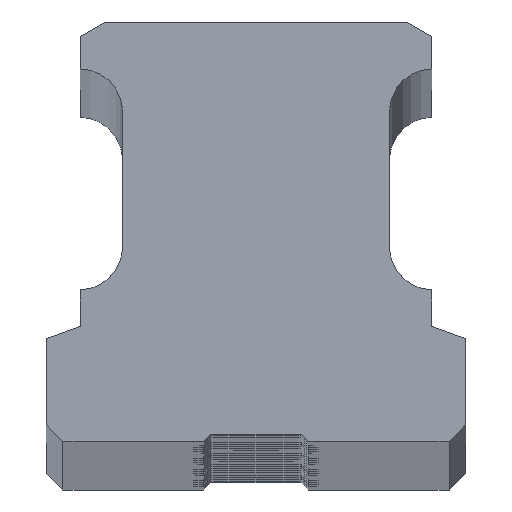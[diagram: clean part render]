
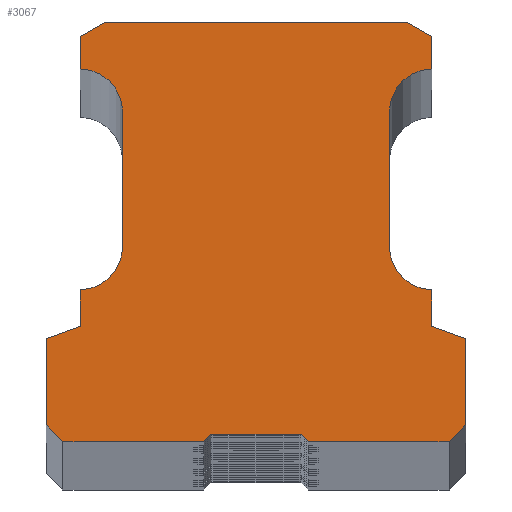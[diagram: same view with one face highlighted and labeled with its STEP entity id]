
A CAD part, top view. The second image highlights one B-rep face of the part: STEP entity #3067.
In plain terms, the highlighted planar face has unit normal (0, 0, 1).
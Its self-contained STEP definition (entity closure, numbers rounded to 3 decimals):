
#195=FACE_OUTER_BOUND('',#353,.T.);
#353=EDGE_LOOP('',(#1977,#1978,#1979,#1980,#1981,#1982,#1983,#1984,#1985,
#1986,#1987,#1988,#1989,#1990,#1991,#1992,#1993,#1994,#1995,#1996,#1997,
#1998,#1999,#2000));
#555=CIRCLE('',#3246,2.06);
#556=CIRCLE('',#3247,2.06);
#557=CIRCLE('',#3248,2.06);
#558=CIRCLE('',#3249,2.06);
#761=LINE('',#4803,#957);
#762=LINE('',#4805,#958);
#763=LINE('',#4807,#959);
#764=LINE('',#4811,#960);
#765=LINE('',#4815,#961);
#766=LINE('',#4817,#962);
#767=LINE('',#4819,#963);
#768=LINE('',#4821,#964);
#769=LINE('',#4823,#965);
#770=LINE('',#4825,#966);
#771=LINE('',#4827,#967);
#772=LINE('',#4829,#968);
#773=LINE('',#4831,#969);
#774=LINE('',#4833,#970);
#775=LINE('',#4835,#971);
#776=LINE('',#4837,#972);
#777=LINE('',#4839,#973);
#778=LINE('',#4843,#974);
#779=LINE('',#4847,#975);
#780=LINE('',#4848,#976);
#957=VECTOR('',#3701,10.);
#958=VECTOR('',#3702,10.);
#959=VECTOR('',#3703,10.);
#960=VECTOR('',#3706,10.);
#961=VECTOR('',#3709,10.);
#962=VECTOR('',#3710,10.);
#963=VECTOR('',#3711,10.);
#964=VECTOR('',#3712,10.);
#965=VECTOR('',#3713,10.);
#966=VECTOR('',#3714,10.);
#967=VECTOR('',#3715,10.);
#968=VECTOR('',#3716,10.);
#969=VECTOR('',#3717,10.);
#970=VECTOR('',#3718,10.);
#971=VECTOR('',#3719,10.);
#972=VECTOR('',#3720,10.);
#973=VECTOR('',#3721,10.);
#974=VECTOR('',#3724,10.);
#975=VECTOR('',#3727,10.);
#976=VECTOR('',#3728,10.);
#1153=VERTEX_POINT('',#4801);
#1154=VERTEX_POINT('',#4802);
#1155=VERTEX_POINT('',#4804);
#1156=VERTEX_POINT('',#4806);
#1157=VERTEX_POINT('',#4808);
#1158=VERTEX_POINT('',#4810);
#1159=VERTEX_POINT('',#4812);
#1160=VERTEX_POINT('',#4814);
#1161=VERTEX_POINT('',#4816);
#1162=VERTEX_POINT('',#4818);
#1163=VERTEX_POINT('',#4820);
#1164=VERTEX_POINT('',#4822);
#1165=VERTEX_POINT('',#4824);
#1166=VERTEX_POINT('',#4826);
#1167=VERTEX_POINT('',#4828);
#1168=VERTEX_POINT('',#4830);
#1169=VERTEX_POINT('',#4832);
#1170=VERTEX_POINT('',#4834);
#1171=VERTEX_POINT('',#4836);
#1172=VERTEX_POINT('',#4838);
#1173=VERTEX_POINT('',#4840);
#1174=VERTEX_POINT('',#4842);
#1175=VERTEX_POINT('',#4844);
#1176=VERTEX_POINT('',#4846);
#1487=EDGE_CURVE('',#1153,#1154,#761,.T.);
#1488=EDGE_CURVE('',#1155,#1153,#762,.T.);
#1489=EDGE_CURVE('',#1156,#1155,#763,.T.);
#1490=EDGE_CURVE('',#1157,#1156,#555,.T.);
#1491=EDGE_CURVE('',#1158,#1157,#764,.T.);
#1492=EDGE_CURVE('',#1159,#1158,#556,.T.);
#1493=EDGE_CURVE('',#1160,#1159,#765,.T.);
#1494=EDGE_CURVE('',#1161,#1160,#766,.T.);
#1495=EDGE_CURVE('',#1162,#1161,#767,.T.);
#1496=EDGE_CURVE('',#1163,#1162,#768,.T.);
#1497=EDGE_CURVE('',#1164,#1163,#769,.T.);
#1498=EDGE_CURVE('',#1165,#1164,#770,.T.);
#1499=EDGE_CURVE('',#1166,#1165,#771,.T.);
#1500=EDGE_CURVE('',#1167,#1166,#772,.T.);
#1501=EDGE_CURVE('',#1168,#1167,#773,.T.);
#1502=EDGE_CURVE('',#1169,#1168,#774,.T.);
#1503=EDGE_CURVE('',#1170,#1169,#775,.T.);
#1504=EDGE_CURVE('',#1171,#1170,#776,.T.);
#1505=EDGE_CURVE('',#1172,#1171,#777,.T.);
#1506=EDGE_CURVE('',#1173,#1172,#557,.T.);
#1507=EDGE_CURVE('',#1174,#1173,#778,.T.);
#1508=EDGE_CURVE('',#1175,#1174,#558,.T.);
#1509=EDGE_CURVE('',#1176,#1175,#779,.T.);
#1510=EDGE_CURVE('',#1154,#1176,#780,.T.);
#1977=ORIENTED_EDGE('',*,*,#1487,.F.);
#1978=ORIENTED_EDGE('',*,*,#1488,.F.);
#1979=ORIENTED_EDGE('',*,*,#1489,.F.);
#1980=ORIENTED_EDGE('',*,*,#1490,.F.);
#1981=ORIENTED_EDGE('',*,*,#1491,.F.);
#1982=ORIENTED_EDGE('',*,*,#1492,.F.);
#1983=ORIENTED_EDGE('',*,*,#1493,.F.);
#1984=ORIENTED_EDGE('',*,*,#1494,.F.);
#1985=ORIENTED_EDGE('',*,*,#1495,.F.);
#1986=ORIENTED_EDGE('',*,*,#1496,.F.);
#1987=ORIENTED_EDGE('',*,*,#1497,.F.);
#1988=ORIENTED_EDGE('',*,*,#1498,.F.);
#1989=ORIENTED_EDGE('',*,*,#1499,.F.);
#1990=ORIENTED_EDGE('',*,*,#1500,.F.);
#1991=ORIENTED_EDGE('',*,*,#1501,.F.);
#1992=ORIENTED_EDGE('',*,*,#1502,.F.);
#1993=ORIENTED_EDGE('',*,*,#1503,.F.);
#1994=ORIENTED_EDGE('',*,*,#1504,.F.);
#1995=ORIENTED_EDGE('',*,*,#1505,.F.);
#1996=ORIENTED_EDGE('',*,*,#1506,.F.);
#1997=ORIENTED_EDGE('',*,*,#1507,.F.);
#1998=ORIENTED_EDGE('',*,*,#1508,.F.);
#1999=ORIENTED_EDGE('',*,*,#1509,.F.);
#2000=ORIENTED_EDGE('',*,*,#1510,.F.);
#2957=PLANE('',#3245);
#3067=ADVANCED_FACE('',(#195),#2957,.T.);
#3245=AXIS2_PLACEMENT_3D('',#4800,#3699,#3700);
#3246=AXIS2_PLACEMENT_3D('',#4809,#3704,#3705);
#3247=AXIS2_PLACEMENT_3D('',#4813,#3707,#3708);
#3248=AXIS2_PLACEMENT_3D('',#4841,#3722,#3723);
#3249=AXIS2_PLACEMENT_3D('',#4845,#3725,#3726);
#3699=DIRECTION('center_axis',(0.,0.,1.));
#3700=DIRECTION('ref_axis',(1.,0.,0.));
#3701=DIRECTION('',(1.,0.,0.));
#3702=DIRECTION('',(0.866,0.5,0.));
#3703=DIRECTION('',(0.,1.,0.));
#3704=DIRECTION('center_axis',(0.,0.,1.));
#3705=DIRECTION('ref_axis',(-0.998,-0.07,0.));
#3706=DIRECTION('',(0.,1.,0.));
#3707=DIRECTION('center_axis',(0.,0.,1.));
#3708=DIRECTION('ref_axis',(-0.021,1.,0.));
#3709=DIRECTION('',(0.,1.,0.));
#3710=DIRECTION('',(0.94,0.342,0.));
#3711=DIRECTION('',(0.,1.,0.));
#3712=DIRECTION('',(-0.707,0.707,0.));
#3713=DIRECTION('',(-1.,0.,0.));
#3714=DIRECTION('',(-0.707,-0.707,0.));
#3715=DIRECTION('',(-1.,0.,0.));
#3716=DIRECTION('',(-0.707,0.707,0.));
#3717=DIRECTION('',(-1.,0.,0.));
#3718=DIRECTION('',(-0.707,-0.707,0.));
#3719=DIRECTION('',(0.,-1.,0.));
#3720=DIRECTION('',(0.94,-0.342,0.));
#3721=DIRECTION('',(0.,-1.,0.));
#3722=DIRECTION('center_axis',(0.,0.,1.));
#3723=DIRECTION('ref_axis',(0.998,0.07,0.));
#3724=DIRECTION('',(0.,-1.,0.));
#3725=DIRECTION('center_axis',(0.,0.,1.));
#3726=DIRECTION('ref_axis',(0.021,-1.,0.));
#3727=DIRECTION('',(0.,-1.,0.));
#3728=DIRECTION('',(0.866,-0.5,0.));
#4800=CARTESIAN_POINT('Origin',(9.2,9.469,1320.));
#4801=CARTESIAN_POINT('',(2.025,20.,1320.));
#4802=CARTESIAN_POINT('',(16.375,20.,1320.));
#4803=CARTESIAN_POINT('',(5.613,20.,1320.));
#4804=CARTESIAN_POINT('',(0.825,19.307,1320.));
#4805=CARTESIAN_POINT('',(1.836,19.891,1320.));
#4806=CARTESIAN_POINT('',(0.825,17.767,1320.));
#4807=CARTESIAN_POINT('',(0.825,13.618,1320.));
#4808=CARTESIAN_POINT('',(2.837,15.852,1320.));
#4809=CARTESIAN_POINT('Origin',(0.783,15.708,1320.));
#4810=CARTESIAN_POINT('',(2.837,9.148,1320.));
#4811=CARTESIAN_POINT('',(2.837,9.308,1320.));
#4812=CARTESIAN_POINT('',(0.825,7.233,1320.));
#4813=CARTESIAN_POINT('Origin',(0.783,9.292,1320.));
#4814=CARTESIAN_POINT('',(0.825,5.5,1320.));
#4815=CARTESIAN_POINT('',(0.825,7.484,1320.));
#4816=CARTESIAN_POINT('',(-0.8,4.909,1320.));
#4817=CARTESIAN_POINT('',(4.348,6.782,1320.));
#4818=CARTESIAN_POINT('',(-0.8,0.8,1320.));
#4819=CARTESIAN_POINT('',(-0.8,5.134,1320.));
#4820=CARTESIAN_POINT('',(0.,0.,1320.));
#4821=CARTESIAN_POINT('',(-0.067,0.067,1320.));
#4822=CARTESIAN_POINT('',(6.7,0.,1320.));
#4823=CARTESIAN_POINT('',(7.95,0.,1320.));
#4824=CARTESIAN_POINT('',(7.05,0.35,1320.));
#4825=CARTESIAN_POINT('',(9.867,3.167,1320.));
#4826=CARTESIAN_POINT('',(11.35,0.35,1320.));
#4827=CARTESIAN_POINT('',(10.275,0.35,1320.));
#4828=CARTESIAN_POINT('',(11.7,0.,1320.));
#4829=CARTESIAN_POINT('',(8.708,2.992,1320.));
#4830=CARTESIAN_POINT('',(18.4,0.,1320.));
#4831=CARTESIAN_POINT('',(13.8,0.,1320.));
#4832=CARTESIAN_POINT('',(19.2,0.8,1320.));
#4833=CARTESIAN_POINT('',(18.867,0.467,1320.));
#4834=CARTESIAN_POINT('',(19.2,4.909,1320.));
#4835=CARTESIAN_POINT('',(19.2,7.189,1320.));
#4836=CARTESIAN_POINT('',(17.575,5.5,1320.));
#4837=CARTESIAN_POINT('',(13.24,7.078,1320.));
#4838=CARTESIAN_POINT('',(17.575,7.233,1320.));
#4839=CARTESIAN_POINT('',(17.575,8.351,1320.));
#4840=CARTESIAN_POINT('',(15.563,9.148,1320.));
#4841=CARTESIAN_POINT('Origin',(17.617,9.292,1320.));
#4842=CARTESIAN_POINT('',(15.563,15.852,1320.));
#4843=CARTESIAN_POINT('',(15.563,12.66,1320.));
#4844=CARTESIAN_POINT('',(17.575,17.767,1320.));
#4845=CARTESIAN_POINT('Origin',(17.617,15.708,1320.));
#4846=CARTESIAN_POINT('',(17.575,19.307,1320.));
#4847=CARTESIAN_POINT('',(17.575,14.388,1320.));
#4848=CARTESIAN_POINT('',(15.964,20.237,1320.));
